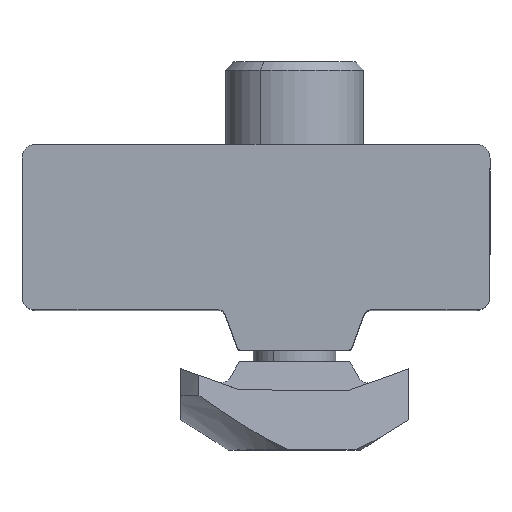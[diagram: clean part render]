
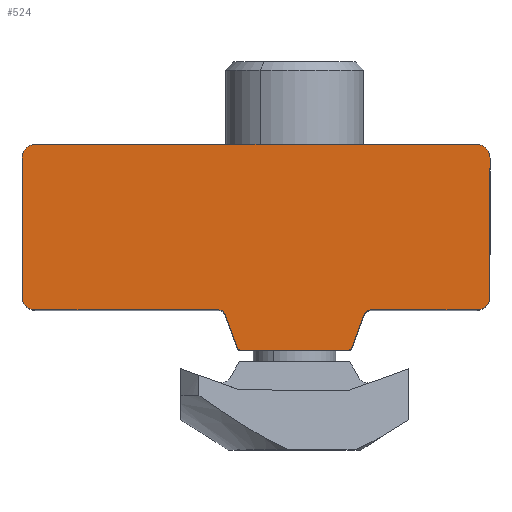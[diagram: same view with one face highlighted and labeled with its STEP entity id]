
A CAD part, top view. The second image highlights one B-rep face of the part: STEP entity #524.
In plain terms, the highlighted planar face has unit normal (0, 0, 1).
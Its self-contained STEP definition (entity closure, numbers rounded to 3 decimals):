
#8 = CARTESIAN_POINT ( 'NONE',  ( -101.482, 43.696, 32.851 ) ) ;
#29 = CARTESIAN_POINT ( 'NONE',  ( -78.811, 28.796, 32.851 ) ) ;
#116 = VECTOR ( 'NONE', #1489, 1000. ) ;
#125 = CARTESIAN_POINT ( 'NONE',  ( -69.57, 31.696, 32.851 ) ) ;
#129 = DIRECTION ( 'NONE',  ( 0., -1., 0. ) ) ;
#134 = DIRECTION ( 'NONE',  ( 0., 0., 1. ) ) ;
#138 = CARTESIAN_POINT ( 'NONE',  ( -78.576, 28.96, 32.851 ) ) ;
#139 = DIRECTION ( 'NONE',  ( 0., 0., -1. ) ) ;
#153 = CARTESIAN_POINT ( 'NONE',  ( -101.482, 42.696, 32.851 ) ) ;
#185 = CARTESIAN_POINT ( 'NONE',  ( -87.761, 31.367, 32.851 ) ) ;
#186 = AXIS2_PLACEMENT_3D ( 'NONE', #1127, #737, #1364 ) ;
#191 = VECTOR ( 'NONE', #129, 1000. ) ;
#216 = ORIENTED_EDGE ( 'NONE', *, *, #539, .T. ) ;
#221 = VERTEX_POINT ( 'NONE', #939 ) ;
#261 = ORIENTED_EDGE ( 'NONE', *, *, #916, .T. ) ;
#303 = CARTESIAN_POINT ( 'NONE',  ( -78.811, 29.046, 32.851 ) ) ;
#318 = VERTEX_POINT ( 'NONE', #667 ) ;
#329 = AXIS2_PLACEMENT_3D ( 'NONE', #1007, #1793, #1217 ) ;
#344 = EDGE_CURVE ( 'NONE', #2018, #584, #1675, .T. ) ;
#369 = CARTESIAN_POINT ( 'NONE',  ( -88.23, 31.696, 32.851 ) ) ;
#389 = AXIS2_PLACEMENT_3D ( 'NONE', #2299, #134, #1478 ) ;
#393 = CIRCLE ( 'NONE', #1524, 1. ) ;
#407 = LINE ( 'NONE', #1194, #2264 ) ;
#408 = ORIENTED_EDGE ( 'NONE', *, *, #1828, .T. ) ;
#420 = VERTEX_POINT ( 'NONE', #1308 ) ;
#425 = ORIENTED_EDGE ( 'NONE', *, *, #344, .T. ) ;
#439 = VERTEX_POINT ( 'NONE', #1055 ) ;
#446 = CARTESIAN_POINT ( 'NONE',  ( -77.7, 31.367, 32.851 ) ) ;
#483 = AXIS2_PLACEMENT_3D ( 'NONE', #303, #2293, #1095 ) ;
#514 = EDGE_CURVE ( 'NONE', #776, #2219, #1343, .T. ) ;
#524 = ADVANCED_FACE ( 'NONE', ( #580 ), #2344, .T. ) ;
#527 = VECTOR ( 'NONE', #2145, 1000. ) ;
#539 = EDGE_CURVE ( 'NONE', #1306, #439, #1719, .T. ) ;
#577 = VERTEX_POINT ( 'NONE', #29 ) ;
#580 = FACE_OUTER_BOUND ( 'NONE', #2545, .T. ) ;
#583 = DIRECTION ( 'NONE',  ( 0., 0., -1. ) ) ;
#584 = VERTEX_POINT ( 'NONE', #590 ) ;
#590 = CARTESIAN_POINT ( 'NONE',  ( -86.65, 28.796, 32.851 ) ) ;
#633 = VERTEX_POINT ( 'NONE', #446 ) ;
#648 = DIRECTION ( 'NONE',  ( 1., 0., 0. ) ) ;
#667 = CARTESIAN_POINT ( 'NONE',  ( -77.23, 31.696, 32.851 ) ) ;
#677 = CARTESIAN_POINT ( 'NONE',  ( -69.57, 42.696, 32.851 ) ) ;
#707 = EDGE_CURVE ( 'NONE', #1081, #2018, #407, .T. ) ;
#722 = VECTOR ( 'NONE', #1171, 1000. ) ;
#729 = DIRECTION ( 'NONE',  ( -1., 0., 0. ) ) ;
#737 = DIRECTION ( 'NONE',  ( 0., 0., 1. ) ) ;
#776 = VERTEX_POINT ( 'NONE', #2077 ) ;
#799 = ORIENTED_EDGE ( 'NONE', *, *, #1165, .T. ) ;
#803 = ORIENTED_EDGE ( 'NONE', *, *, #514, .T. ) ;
#875 = DIRECTION ( 'NONE',  ( 0., 0., -1. ) ) ;
#893 = CARTESIAN_POINT ( 'NONE',  ( -101.482, 32.696, 32.851 ) ) ;
#916 = EDGE_CURVE ( 'NONE', #439, #2202, #2417, .T. ) ;
#939 = CARTESIAN_POINT ( 'NONE',  ( -78.576, 28.96, 32.851 ) ) ;
#978 = CARTESIAN_POINT ( 'NONE',  ( -77.23, 31.696, 32.851 ) ) ;
#1007 = CARTESIAN_POINT ( 'NONE',  ( -77.23, 31.196, 32.851 ) ) ;
#1025 = DIRECTION ( 'NONE',  ( 1., 0., 0. ) ) ;
#1039 = CARTESIAN_POINT ( 'NONE',  ( -102.482, 42.696, 32.851 ) ) ;
#1055 = CARTESIAN_POINT ( 'NONE',  ( -101.482, 43.696, 32.851 ) ) ;
#1059 = CIRCLE ( 'NONE', #2054, 0.5 ) ;
#1081 = VERTEX_POINT ( 'NONE', #185 ) ;
#1095 = DIRECTION ( 'NONE',  ( 1., 0., 0. ) ) ;
#1100 = DIRECTION ( 'NONE',  ( 0., -1., 0. ) ) ;
#1112 = LINE ( 'NONE', #2114, #191 ) ;
#1124 = CARTESIAN_POINT ( 'NONE',  ( -102.482, 42.696, 32.851 ) ) ;
#1127 = CARTESIAN_POINT ( 'NONE',  ( -63.982, 32.696, 32.851 ) ) ;
#1133 = EDGE_CURVE ( 'NONE', #1306, #2029, #2092, .T. ) ;
#1145 = EDGE_CURVE ( 'NONE', #577, #221, #1477, .T. ) ;
#1150 = ORIENTED_EDGE ( 'NONE', *, *, #2491, .T. ) ;
#1165 = EDGE_CURVE ( 'NONE', #420, #776, #393, .T. ) ;
#1170 = ORIENTED_EDGE ( 'NONE', *, *, #1145, .T. ) ;
#1171 = DIRECTION ( 'NONE',  ( 1., 0., 0. ) ) ;
#1177 = CARTESIAN_POINT ( 'NONE',  ( -69.57, 32.696, 32.851 ) ) ;
#1178 = AXIS2_PLACEMENT_3D ( 'NONE', #153, #1703, #2325 ) ;
#1180 = AXIS2_PLACEMENT_3D ( 'NONE', #677, #875, #1487 ) ;
#1189 = ORIENTED_EDGE ( 'NONE', *, *, #1133, .F. ) ;
#1194 = CARTESIAN_POINT ( 'NONE',  ( -87.761, 31.367, 32.851 ) ) ;
#1200 = EDGE_CURVE ( 'NONE', #2029, #2152, #1112, .T. ) ;
#1217 = DIRECTION ( 'NONE',  ( -1., 0., 0. ) ) ;
#1281 = ORIENTED_EDGE ( 'NONE', *, *, #2267, .T. ) ;
#1292 = LINE ( 'NONE', #138, #116 ) ;
#1305 = EDGE_CURVE ( 'NONE', #221, #633, #1292, .T. ) ;
#1306 = VERTEX_POINT ( 'NONE', #2283 ) ;
#1308 = CARTESIAN_POINT ( 'NONE',  ( -102.482, 32.696, 32.851 ) ) ;
#1319 = CIRCLE ( 'NONE', #329, 0.5 ) ;
#1343 = LINE ( 'NONE', #2557, #722 ) ;
#1347 = CARTESIAN_POINT ( 'NONE',  ( -86.65, 28.796, 32.851 ) ) ;
#1364 = DIRECTION ( 'NONE',  ( 1., 0., 0. ) ) ;
#1367 = EDGE_CURVE ( 'NONE', #2152, #1645, #2381, .T. ) ;
#1403 = ORIENTED_EDGE ( 'NONE', *, *, #707, .T. ) ;
#1408 = CARTESIAN_POINT ( 'NONE',  ( -86.885, 28.96, 32.851 ) ) ;
#1477 = CIRCLE ( 'NONE', #483, 0.25 ) ;
#1478 = DIRECTION ( 'NONE',  ( 1., 0., 0. ) ) ;
#1487 = DIRECTION ( 'NONE',  ( 1., 0., 0. ) ) ;
#1489 = DIRECTION ( 'NONE',  ( 0.342, 0.94, 0. ) ) ;
#1524 = AXIS2_PLACEMENT_3D ( 'NONE', #893, #2424, #648 ) ;
#1567 = LINE ( 'NONE', #978, #1845 ) ;
#1645 = VERTEX_POINT ( 'NONE', #125 ) ;
#1675 = CIRCLE ( 'NONE', #389, 0.25 ) ;
#1703 = DIRECTION ( 'NONE',  ( 0., 0., 1. ) ) ;
#1719 = LINE ( 'NONE', #8, #527 ) ;
#1769 = DIRECTION ( 'NONE',  ( 1., 0., 0. ) ) ;
#1793 = DIRECTION ( 'NONE',  ( 0., 0., -1. ) ) ;
#1828 = EDGE_CURVE ( 'NONE', #584, #577, #2336, .T. ) ;
#1845 = VECTOR ( 'NONE', #1769, 1000. ) ;
#1856 = ORIENTED_EDGE ( 'NONE', *, *, #1367, .F. ) ;
#1870 = LINE ( 'NONE', #1039, #1930 ) ;
#1886 = AXIS2_PLACEMENT_3D ( 'NONE', #1177, #583, #2138 ) ;
#1896 = CARTESIAN_POINT ( 'NONE',  ( -68.57, 32.696, 32.851 ) ) ;
#1930 = VECTOR ( 'NONE', #1100, 1000. ) ;
#1949 = EDGE_CURVE ( 'NONE', #2202, #420, #1870, .T. ) ;
#1982 = DIRECTION ( 'NONE',  ( 0.342, -0.94, 0. ) ) ;
#2018 = VERTEX_POINT ( 'NONE', #1408 ) ;
#2029 = VERTEX_POINT ( 'NONE', #2425 ) ;
#2054 = AXIS2_PLACEMENT_3D ( 'NONE', #2338, #139, #729 ) ;
#2077 = CARTESIAN_POINT ( 'NONE',  ( -101.482, 31.696, 32.851 ) ) ;
#2092 = CIRCLE ( 'NONE', #1180, 1. ) ;
#2100 = ORIENTED_EDGE ( 'NONE', *, *, #2407, .T. ) ;
#2114 = CARTESIAN_POINT ( 'NONE',  ( -68.57, 42.696, 32.851 ) ) ;
#2138 = DIRECTION ( 'NONE',  ( 1., 0., 0. ) ) ;
#2143 = ORIENTED_EDGE ( 'NONE', *, *, #1200, .F. ) ;
#2145 = DIRECTION ( 'NONE',  ( -1., 0., 0. ) ) ;
#2152 = VERTEX_POINT ( 'NONE', #1896 ) ;
#2202 = VERTEX_POINT ( 'NONE', #1124 ) ;
#2219 = VERTEX_POINT ( 'NONE', #369 ) ;
#2264 = VECTOR ( 'NONE', #1982, 1000. ) ;
#2267 = EDGE_CURVE ( 'NONE', #2219, #1081, #1059, .T. ) ;
#2283 = CARTESIAN_POINT ( 'NONE',  ( -69.57, 43.696, 32.851 ) ) ;
#2293 = DIRECTION ( 'NONE',  ( 0., 0., 1. ) ) ;
#2299 = CARTESIAN_POINT ( 'NONE',  ( -86.65, 29.046, 32.851 ) ) ;
#2325 = DIRECTION ( 'NONE',  ( 1., 0., 0. ) ) ;
#2336 = LINE ( 'NONE', #1347, #2382 ) ;
#2338 = CARTESIAN_POINT ( 'NONE',  ( -88.23, 31.196, 32.851 ) ) ;
#2344 = PLANE ( 'NONE',  #186 ) ;
#2381 = CIRCLE ( 'NONE', #1886, 1. ) ;
#2382 = VECTOR ( 'NONE', #1025, 1000. ) ;
#2407 = EDGE_CURVE ( 'NONE', #318, #1645, #1567, .T. ) ;
#2413 = ORIENTED_EDGE ( 'NONE', *, *, #1949, .T. ) ;
#2417 = CIRCLE ( 'NONE', #1178, 1. ) ;
#2424 = DIRECTION ( 'NONE',  ( 0., 0., 1. ) ) ;
#2425 = CARTESIAN_POINT ( 'NONE',  ( -68.57, 42.696, 32.851 ) ) ;
#2491 = EDGE_CURVE ( 'NONE', #633, #318, #1319, .T. ) ;
#2492 = ORIENTED_EDGE ( 'NONE', *, *, #1305, .T. ) ;
#2545 = EDGE_LOOP ( 'NONE', ( #1856, #2143, #1189, #216, #261, #2413, #799, #803, #1281, #1403, #425, #408, #1170, #2492, #1150, #2100 ) ) ;
#2557 = CARTESIAN_POINT ( 'NONE',  ( -101.482, 31.696, 32.851 ) ) ;
